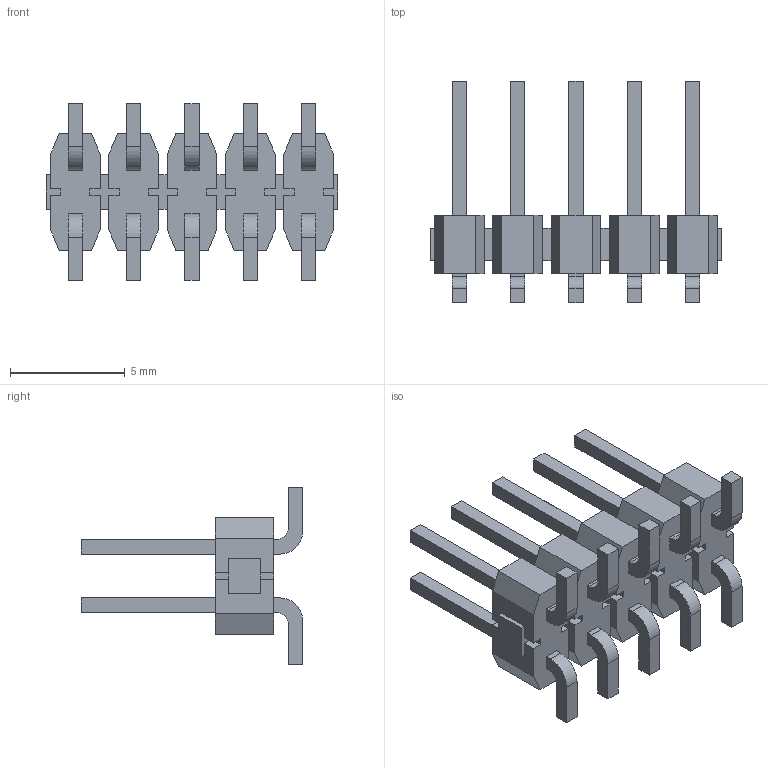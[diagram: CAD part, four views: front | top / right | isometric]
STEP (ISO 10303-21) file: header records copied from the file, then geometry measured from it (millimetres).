
FILE_DESCRIPTION( ( 'STEP AP214' ), '1' );
FILE_NAME( 'TSM-105-01-L-DV.stp', '2019-07-19T08:10:39', ( '' ), ( '' ), ' ', 'PARTsolutions', ' ' );
FILE_SCHEMA( ( 'AUTOMOTIVE_DESIGN { 1 0 10303 214 1 1 1 1 }' ) );
Length unit declared in the file: inch
Products named in the file (3): TSM-105-01-L-DV; _TSM-105-01-DV_body; _T-1S6-16(-01-5-DV)
Assembly tree (2 placements, depth 2):
  TSM-105-01-L-DV
    _TSM-105-01-DV_body
    _T-1S6-16(-01-5-DV)
Bounding box: 12.7 x 9.65 x 7.7 mm (x, y, z)
Volume: 171.3 mm3; surface area: 659.6 mm2
Topology: 2 solids, 2 shells, 344 faces, 1020 edges, 680 vertices
Faces by surface type: plane 324, cylinder 20
Entity records: 14150 total; most frequent: CARTESIAN_POINT 2047, ORIENTED_EDGE 2040, DIRECTION 1754, EDGE_CURVE 1020, LINE 980, VECTOR 980, VERTEX_POINT 680, AXIS2_PLACEMENT_3D 387
